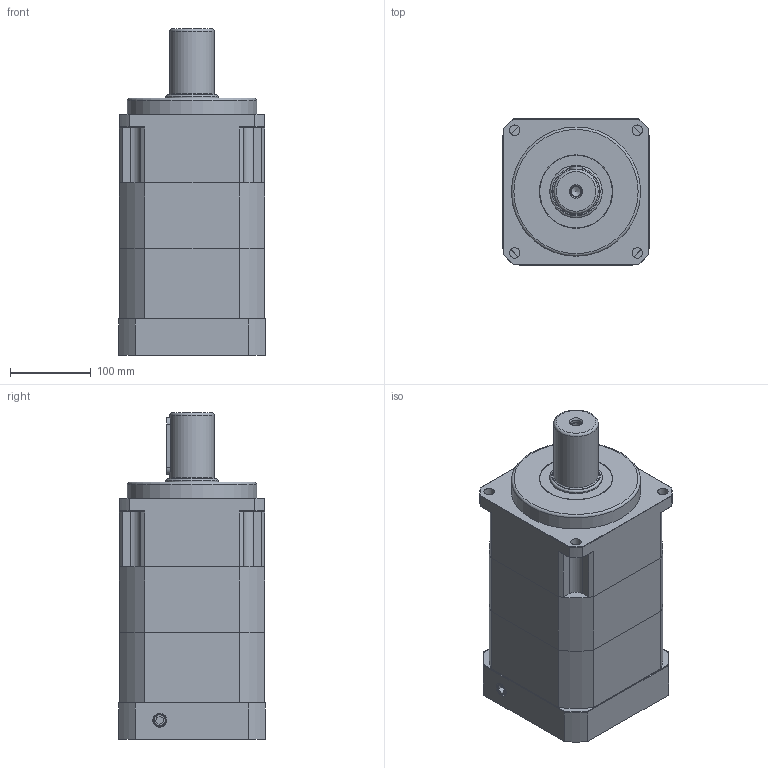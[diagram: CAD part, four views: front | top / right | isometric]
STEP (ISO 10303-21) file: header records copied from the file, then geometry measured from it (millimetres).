
FILE_DESCRIPTION((''),'2;1');
FILE_NAME('KSB-180A.stp','2012-02-14T16:02:14',('young'),(''),'Autodesk Inventor 2012','Autodesk Inventor 2012','');
FILE_SCHEMA(('AUTOMOTIVE_DESIGN { 1 0 10303 214 1 1 1 1 }'));
Length unit declared in the file: millimetre
Products named in the file (1): KSB-180A
Bounding box: 182 x 182 x 404.5 mm (x, y, z)
Volume: 7638311.3 mm3; surface area: 685003.6 mm2
Topology: 17 solids, 17 shells, 501 faces, 1205 edges, 775 vertices
Faces by surface type: plane 274, cylinder 124, cone 82, torus 12, bspline 9
Full cylindrical faces by diameter (mm): 4.5 x4, 8 x8, 8.5 x4, 8.6 x1, 10 x1, 10.2 x8, 11 x5, 12 x1, 13 x12, 14 x1, 14.275 x2, 14.5 x2, 16 x1, 19 x4, 48 x1, 51 x1, 54.9 x1, 55 x1, 58.2 x1, 59.8 x1, 60 x1, 64.8 x1, 65 x1, 80 x2, 90 x3, 114.3 x1, 155 x1, 160 x1, 165 x2
Entity records: 14770 total; most frequent: CARTESIAN_POINT 3360, DIRECTION 2376, ORIENTED_EDGE 2124, EDGE_CURVE 1062, AXIS2_PLACEMENT_3D 899, VERTEX_POINT 752, EDGE_LOOP 720, VECTOR 578
